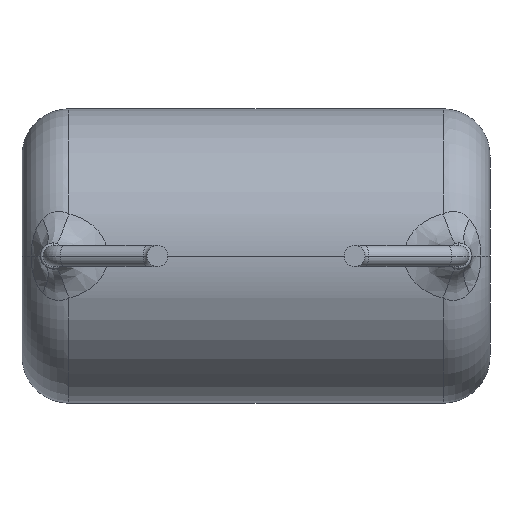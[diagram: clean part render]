
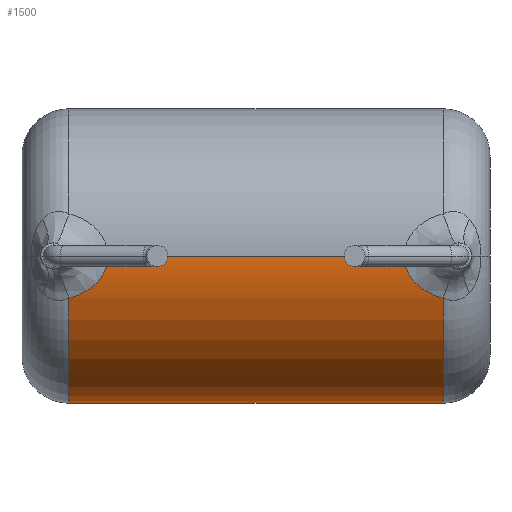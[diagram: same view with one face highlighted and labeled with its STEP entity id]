
A CAD part, front view. The second image highlights one B-rep face of the part: STEP entity #1500.
In plain terms, the highlighted cylindrical face has radius 5.6 mm (diameter 11.2 mm), a partial arc.
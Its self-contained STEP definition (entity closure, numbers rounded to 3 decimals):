
#9 = CARTESIAN_POINT ( 'NONE',  ( -5.84, 5.048, -0.757 ) ) ;
#24 = B_SPLINE_CURVE_WITH_KNOTS ( 'NONE', 3,
 ( #1467, #1305, #1089, #1455, #1988, #386, #1785, #1776, #600, #1295 ),
 .UNSPECIFIED., .F., .F.,
 ( 4, 2, 2, 2, 4 ),
 ( 0., 0.001, 0.001, 0.002, 0.002 ),
 .UNSPECIFIED. ) ;
#161 = AXIS2_PLACEMENT_3D ( 'NONE', #1283, #242, #1479 ) ;
#221 = CARTESIAN_POINT ( 'NONE',  ( -7.12, 5.235, -1.605 ) ) ;
#242 = DIRECTION ( 'NONE',  ( -1., 0., 0. ) ) ;
#377 = CARTESIAN_POINT ( 'NONE',  ( 5.637, 5., 0. ) ) ;
#386 = CARTESIAN_POINT ( 'NONE',  ( 5.953, 5.074, -0.916 ) ) ;
#401 = CARTESIAN_POINT ( 'NONE',  ( -5.637, 5., 0. ) ) ;
#479 = ORIENTED_EDGE ( 'NONE', *, *, #1578, .F. ) ;
#507 = EDGE_LOOP ( 'NONE', ( #1094, #1441, #2172, #916, #1304, #479 ) ) ;
#562 = FACE_OUTER_BOUND ( 'NONE', #507, .T. ) ;
#579 = DIRECTION ( 'NONE',  ( -1., 0., 0. ) ) ;
#600 = CARTESIAN_POINT ( 'NONE',  ( 5.637, 5., -0.201 ) ) ;
#616 = DIRECTION ( 'NONE',  ( -1., 0., 0. ) ) ;
#699 = VERTEX_POINT ( 'NONE', #834 ) ;
#703 = CIRCLE ( 'NONE', #1427, 5.6 ) ;
#708 = CARTESIAN_POINT ( 'NONE',  ( -5.68, 5.011, -0.394 ) ) ;
#778 = AXIS2_PLACEMENT_3D ( 'NONE', #1426, #1611, #1254 ) ;
#797 = B_SPLINE_CURVE_WITH_KNOTS ( 'NONE', 3,
 ( #1423, #1215, #1934, #1092, #1554, #1899, #9, #708, #1401, #401 ),
 .UNSPECIFIED., .F., .F.,
 ( 4, 2, 2, 2, 4 ),
 ( 0., 0.001, 0.001, 0.002, 0.002 ),
 .UNSPECIFIED. ) ;
#834 = CARTESIAN_POINT ( 'NONE',  ( 7.12, 5.235, -1.605 ) ) ;
#868 = CARTESIAN_POINT ( 'NONE',  ( -7.12, 10.6, -5.6 ) ) ;
#916 = ORIENTED_EDGE ( 'NONE', *, *, #1868, .F. ) ;
#920 = LINE ( 'NONE', #2148, #1576 ) ;
#930 = VERTEX_POINT ( 'NONE', #221 ) ;
#960 = DIRECTION ( 'NONE',  ( -1., 0., 0. ) ) ;
#968 = CARTESIAN_POINT ( 'NONE',  ( 0., 10.6, -5.6 ) ) ;
#1089 = CARTESIAN_POINT ( 'NONE',  ( 6.739, 5.202, -1.493 ) ) ;
#1092 = CARTESIAN_POINT ( 'NONE',  ( -6.39, 5.154, -1.31 ) ) ;
#1094 = ORIENTED_EDGE ( 'NONE', *, *, #1338, .T. ) ;
#1203 = CARTESIAN_POINT ( 'NONE',  ( 7.12, 10.6, -5.6 ) ) ;
#1212 = CIRCLE ( 'NONE', #161, 5.6 ) ;
#1215 = CARTESIAN_POINT ( 'NONE',  ( -6.926, 5.222, -1.56 ) ) ;
#1254 = DIRECTION ( 'NONE',  ( 0., 0., -1. ) ) ;
#1283 = CARTESIAN_POINT ( 'NONE',  ( -7.12, 10.6, 0. ) ) ;
#1295 = CARTESIAN_POINT ( 'NONE',  ( 5.637, 5., 0. ) ) ;
#1304 = ORIENTED_EDGE ( 'NONE', *, *, #1871, .F. ) ;
#1305 = CARTESIAN_POINT ( 'NONE',  ( 6.926, 5.222, -1.56 ) ) ;
#1338 = EDGE_CURVE ( 'NONE', #1710, #699, #703, .T. ) ;
#1357 = CARTESIAN_POINT ( 'NONE',  ( -5.637, 5., 0. ) ) ;
#1401 = CARTESIAN_POINT ( 'NONE',  ( -5.637, 5., -0.201 ) ) ;
#1423 = CARTESIAN_POINT ( 'NONE',  ( -7.12, 5.235, -1.605 ) ) ;
#1424 = VERTEX_POINT ( 'NONE', #868 ) ;
#1426 = CARTESIAN_POINT ( 'NONE',  ( 0., 10.6, 0. ) ) ;
#1427 = AXIS2_PLACEMENT_3D ( 'NONE', #1475, #960, #2165 ) ;
#1441 = ORIENTED_EDGE ( 'NONE', *, *, #2232, .T. ) ;
#1455 = CARTESIAN_POINT ( 'NONE',  ( 6.39, 5.154, -1.31 ) ) ;
#1467 = CARTESIAN_POINT ( 'NONE',  ( 7.12, 5.235, -1.605 ) ) ;
#1475 = CARTESIAN_POINT ( 'NONE',  ( 7.12, 10.6, 0. ) ) ;
#1479 = DIRECTION ( 'NONE',  ( 0., -1., 0. ) ) ;
#1500 = ADVANCED_FACE ( 'NONE', ( #562 ), #1769, .T. ) ;
#1554 = CARTESIAN_POINT ( 'NONE',  ( -6.232, 5.127, -1.197 ) ) ;
#1576 = VECTOR ( 'NONE', #579, 1000. ) ;
#1578 = EDGE_CURVE ( 'NONE', #1710, #1424, #1802, .T. ) ;
#1611 = DIRECTION ( 'NONE',  ( 1., 0., 0. ) ) ;
#1693 = VERTEX_POINT ( 'NONE', #1357 ) ;
#1710 = VERTEX_POINT ( 'NONE', #1203 ) ;
#1769 = CYLINDRICAL_SURFACE ( 'NONE', #778, 5.6 ) ;
#1776 = CARTESIAN_POINT ( 'NONE',  ( 5.68, 5.011, -0.394 ) ) ;
#1785 = CARTESIAN_POINT ( 'NONE',  ( 5.84, 5.048, -0.757 ) ) ;
#1802 = LINE ( 'NONE', #968, #2085 ) ;
#1868 = EDGE_CURVE ( 'NONE', #930, #1693, #797, .T. ) ;
#1871 = EDGE_CURVE ( 'NONE', #1424, #930, #1212, .T. ) ;
#1899 = CARTESIAN_POINT ( 'NONE',  ( -5.953, 5.074, -0.916 ) ) ;
#1934 = CARTESIAN_POINT ( 'NONE',  ( -6.739, 5.202, -1.493 ) ) ;
#1988 = CARTESIAN_POINT ( 'NONE',  ( 6.232, 5.127, -1.197 ) ) ;
#2085 = VECTOR ( 'NONE', #616, 1000. ) ;
#2118 = VERTEX_POINT ( 'NONE', #377 ) ;
#2148 = CARTESIAN_POINT ( 'NONE',  ( 0., 5., 0. ) ) ;
#2165 = DIRECTION ( 'NONE',  ( 0., -1., 0. ) ) ;
#2172 = ORIENTED_EDGE ( 'NONE', *, *, #2224, .T. ) ;
#2224 = EDGE_CURVE ( 'NONE', #2118, #1693, #920, .T. ) ;
#2232 = EDGE_CURVE ( 'NONE', #699, #2118, #24, .T. ) ;
